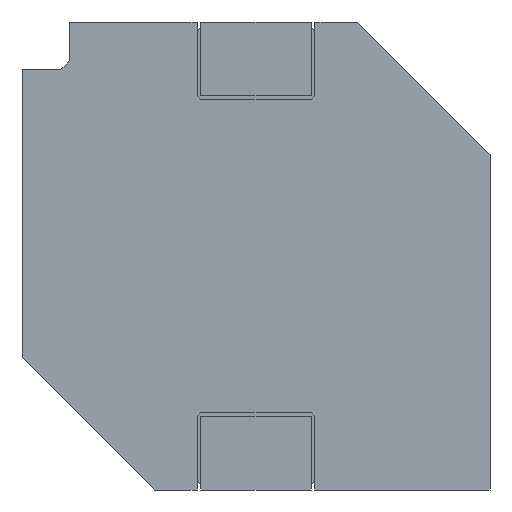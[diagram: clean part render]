
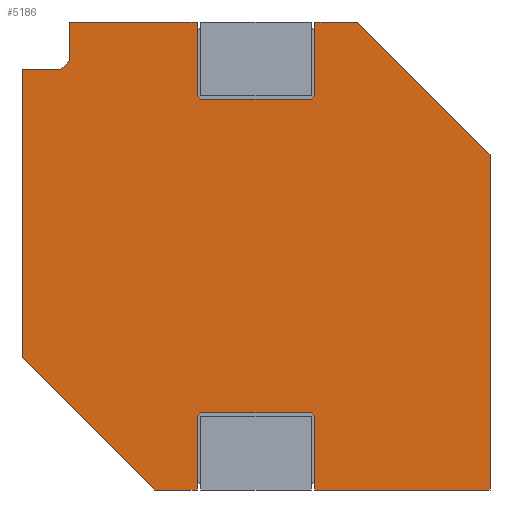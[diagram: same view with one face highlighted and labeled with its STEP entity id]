
A CAD part, front view. The second image highlights one B-rep face of the part: STEP entity #5186.
In plain terms, the highlighted planar face has unit normal (0, -1, 0).
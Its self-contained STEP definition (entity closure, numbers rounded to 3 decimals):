
#33=DIRECTION('',(0.,0.,-1.));
#34=VECTOR('',#33,2.);
#35=CARTESIAN_POINT('',(-1.6,0.,6.35));
#36=LINE('',#35,#34);
#37=DIRECTION('',(-0.707,0.,0.707));
#38=VECTOR('',#37,0.141);
#39=CARTESIAN_POINT('',(-1.5,0.,4.25));
#40=LINE('',#39,#38);
#41=DIRECTION('',(-1.,0.,0.));
#42=VECTOR('',#41,3.);
#43=CARTESIAN_POINT('',(1.5,0.,4.25));
#44=LINE('',#43,#42);
#45=DIRECTION('',(-0.707,0.,-0.707));
#46=VECTOR('',#45,0.141);
#47=CARTESIAN_POINT('',(1.6,0.,4.35));
#48=LINE('',#47,#46);
#49=DIRECTION('',(0.,0.,-1.));
#50=VECTOR('',#49,2.);
#51=CARTESIAN_POINT('',(1.6,0.,6.35));
#52=LINE('',#51,#50);
#53=DIRECTION('',(1.,0.,0.));
#54=VECTOR('',#53,1.148);
#55=CARTESIAN_POINT('',(1.6,0.,6.35));
#56=LINE('',#55,#54);
#57=DIRECTION('',(0.707,0.,-0.707));
#58=VECTOR('',#57,5.094);
#59=CARTESIAN_POINT('',(2.748,0.,6.35));
#60=LINE('',#59,#58);
#61=DIRECTION('',(0.,0.,1.));
#62=VECTOR('',#61,2.);
#63=CARTESIAN_POINT('',(1.6,0.,-6.35));
#64=LINE('',#63,#62);
#65=DIRECTION('',(0.707,0.,-0.707));
#66=VECTOR('',#65,0.141);
#67=CARTESIAN_POINT('',(1.5,0.,-4.25));
#68=LINE('',#67,#66);
#69=DIRECTION('',(1.,0.,0.));
#70=VECTOR('',#69,3.);
#71=CARTESIAN_POINT('',(-1.5,0.,-4.25));
#72=LINE('',#71,#70);
#73=DIRECTION('',(0.707,0.,0.707));
#74=VECTOR('',#73,0.141);
#75=CARTESIAN_POINT('',(-1.6,0.,-4.35));
#76=LINE('',#75,#74);
#77=DIRECTION('',(0.,0.,1.));
#78=VECTOR('',#77,2.);
#79=CARTESIAN_POINT('',(-1.6,0.,-6.35));
#80=LINE('',#79,#78);
#81=DIRECTION('',(-1.,0.,0.));
#82=VECTOR('',#81,1.148);
#83=CARTESIAN_POINT('',(-1.6,0.,-6.35));
#84=LINE('',#83,#82);
#85=DIRECTION('',(-0.707,0.,0.707));
#86=VECTOR('',#85,5.094);
#87=CARTESIAN_POINT('',(-2.748,0.,-6.35));
#88=LINE('',#87,#86);
#89=DIRECTION('',(1.,0.,0.));
#90=VECTOR('',#89,1.055);
#91=CARTESIAN_POINT('',(-6.35,0.,5.069));
#92=LINE('',#91,#90);
#93=DIRECTION('',(0.707,0.,0.707));
#94=VECTOR('',#93,0.319);
#95=CARTESIAN_POINT('',(-5.295,0.,5.069));
#96=LINE('',#95,#94);
#97=DIRECTION('',(0.,0.,1.));
#98=VECTOR('',#97,1.055);
#99=CARTESIAN_POINT('',(-5.069,0.,5.295));
#100=LINE('',#99,#98);
#4727=DIRECTION('',(-1.,0.,0.));
#4728=VECTOR('',#4727,3.469);
#4729=CARTESIAN_POINT('',(-1.6,0.,6.35));
#4730=LINE('',#4729,#4728);
#4771=DIRECTION('',(0.,0.,-1.));
#4772=VECTOR('',#4771,7.817);
#4773=CARTESIAN_POINT('',(-6.35,0.,5.069));
#4774=LINE('',#4773,#4772);
#4783=DIRECTION('',(1.,0.,0.));
#4784=VECTOR('',#4783,4.75);
#4785=CARTESIAN_POINT('',(1.6,0.,-6.35));
#4786=LINE('',#4785,#4784);
#4815=DIRECTION('',(0.,0.,1.));
#4816=VECTOR('',#4815,9.098);
#4817=CARTESIAN_POINT('',(6.35,0.,-6.35));
#4818=LINE('',#4817,#4816);
#4941=CARTESIAN_POINT('',(-2.748,0.,-6.35));
#4942=CARTESIAN_POINT('',(-6.35,0.,-2.748));
#4943=VERTEX_POINT('',#4941);
#4944=VERTEX_POINT('',#4942);
#4945=CARTESIAN_POINT('',(2.748,0.,6.35));
#4946=CARTESIAN_POINT('',(6.35,0.,2.748));
#4947=VERTEX_POINT('',#4945);
#4948=VERTEX_POINT('',#4946);
#4959=CARTESIAN_POINT('',(6.35,0.,-6.35));
#4961=VERTEX_POINT('',#4959);
#5003=CARTESIAN_POINT('',(-6.35,0.,5.069));
#5004=CARTESIAN_POINT('',(-5.295,0.,5.069));
#5005=VERTEX_POINT('',#5003);
#5006=VERTEX_POINT('',#5004);
#5007=CARTESIAN_POINT('',(-5.069,0.,5.295));
#5008=VERTEX_POINT('',#5007);
#5009=CARTESIAN_POINT('',(-5.069,0.,6.35));
#5010=VERTEX_POINT('',#5009);
#5019=CARTESIAN_POINT('',(-1.6,0.,6.35));
#5020=VERTEX_POINT('',#5019);
#5023=CARTESIAN_POINT('',(1.6,0.,-6.35));
#5024=VERTEX_POINT('',#5023);
#5065=CARTESIAN_POINT('',(-1.6,0.,-6.35));
#5066=CARTESIAN_POINT('',(-1.6,0.,-4.35));
#5067=VERTEX_POINT('',#5065);
#5068=VERTEX_POINT('',#5066);
#5069=CARTESIAN_POINT('',(-1.5,0.,-4.25));
#5070=VERTEX_POINT('',#5069);
#5071=CARTESIAN_POINT('',(1.5,0.,-4.25));
#5072=VERTEX_POINT('',#5071);
#5073=CARTESIAN_POINT('',(1.6,0.,-4.35));
#5074=VERTEX_POINT('',#5073);
#5075=CARTESIAN_POINT('',(1.6,0.,6.35));
#5076=CARTESIAN_POINT('',(1.6,0.,4.35));
#5077=VERTEX_POINT('',#5075);
#5078=VERTEX_POINT('',#5076);
#5079=CARTESIAN_POINT('',(1.5,0.,4.25));
#5080=VERTEX_POINT('',#5079);
#5081=CARTESIAN_POINT('',(-1.5,0.,4.25));
#5082=VERTEX_POINT('',#5081);
#5083=CARTESIAN_POINT('',(-1.6,0.,4.35));
#5084=VERTEX_POINT('',#5083);
#5137=CARTESIAN_POINT('',(0.,0.,0.));
#5138=DIRECTION('',(0.,1.,0.));
#5139=DIRECTION('',(1.,0.,0.));
#5140=AXIS2_PLACEMENT_3D('',#5137,#5138,#5139);
#5141=PLANE('',#5140);
#5143=ORIENTED_EDGE('',*,*,#5142,.F.);
#5145=ORIENTED_EDGE('',*,*,#5144,.T.);
#5147=ORIENTED_EDGE('',*,*,#5146,.F.);
#5149=ORIENTED_EDGE('',*,*,#5148,.F.);
#5151=ORIENTED_EDGE('',*,*,#5150,.F.);
#5153=ORIENTED_EDGE('',*,*,#5152,.F.);
#5155=ORIENTED_EDGE('',*,*,#5154,.T.);
#5157=ORIENTED_EDGE('',*,*,#5156,.T.);
#5159=ORIENTED_EDGE('',*,*,#5158,.F.);
#5161=ORIENTED_EDGE('',*,*,#5160,.F.);
#5163=ORIENTED_EDGE('',*,*,#5162,.T.);
#5165=ORIENTED_EDGE('',*,*,#5164,.F.);
#5167=ORIENTED_EDGE('',*,*,#5166,.F.);
#5169=ORIENTED_EDGE('',*,*,#5168,.F.);
#5171=ORIENTED_EDGE('',*,*,#5170,.F.);
#5173=ORIENTED_EDGE('',*,*,#5172,.T.);
#5175=ORIENTED_EDGE('',*,*,#5174,.T.);
#5177=ORIENTED_EDGE('',*,*,#5176,.F.);
#5179=ORIENTED_EDGE('',*,*,#5178,.T.);
#5181=ORIENTED_EDGE('',*,*,#5180,.T.);
#5183=ORIENTED_EDGE('',*,*,#5182,.T.);
#5184=EDGE_LOOP('',(#5143,#5145,#5147,#5149,#5151,#5153,#5155,#5157,#5159,#5161,
#5163,#5165,#5167,#5169,#5171,#5173,#5175,#5177,#5179,#5181,#5183));
#5185=FACE_OUTER_BOUND('',#5184,.F.);
#5142=EDGE_CURVE('',#5020,#5010,#4730,.T.);
#5144=EDGE_CURVE('',#5020,#5084,#36,.T.);
#5146=EDGE_CURVE('',#5082,#5084,#40,.T.);
#5148=EDGE_CURVE('',#5080,#5082,#44,.T.);
#5150=EDGE_CURVE('',#5078,#5080,#48,.T.);
#5152=EDGE_CURVE('',#5077,#5078,#52,.T.);
#5154=EDGE_CURVE('',#5077,#4947,#56,.T.);
#5156=EDGE_CURVE('',#4947,#4948,#60,.T.);
#5158=EDGE_CURVE('',#4961,#4948,#4818,.T.);
#5160=EDGE_CURVE('',#5024,#4961,#4786,.T.);
#5162=EDGE_CURVE('',#5024,#5074,#64,.T.);
#5164=EDGE_CURVE('',#5072,#5074,#68,.T.);
#5166=EDGE_CURVE('',#5070,#5072,#72,.T.);
#5168=EDGE_CURVE('',#5068,#5070,#76,.T.);
#5170=EDGE_CURVE('',#5067,#5068,#80,.T.);
#5172=EDGE_CURVE('',#5067,#4943,#84,.T.);
#5174=EDGE_CURVE('',#4943,#4944,#88,.T.);
#5176=EDGE_CURVE('',#5005,#4944,#4774,.T.);
#5178=EDGE_CURVE('',#5005,#5006,#92,.T.);
#5180=EDGE_CURVE('',#5006,#5008,#96,.T.);
#5182=EDGE_CURVE('',#5008,#5010,#100,.T.);
#5186=ADVANCED_FACE('',(#5185),#5141,.F.);
